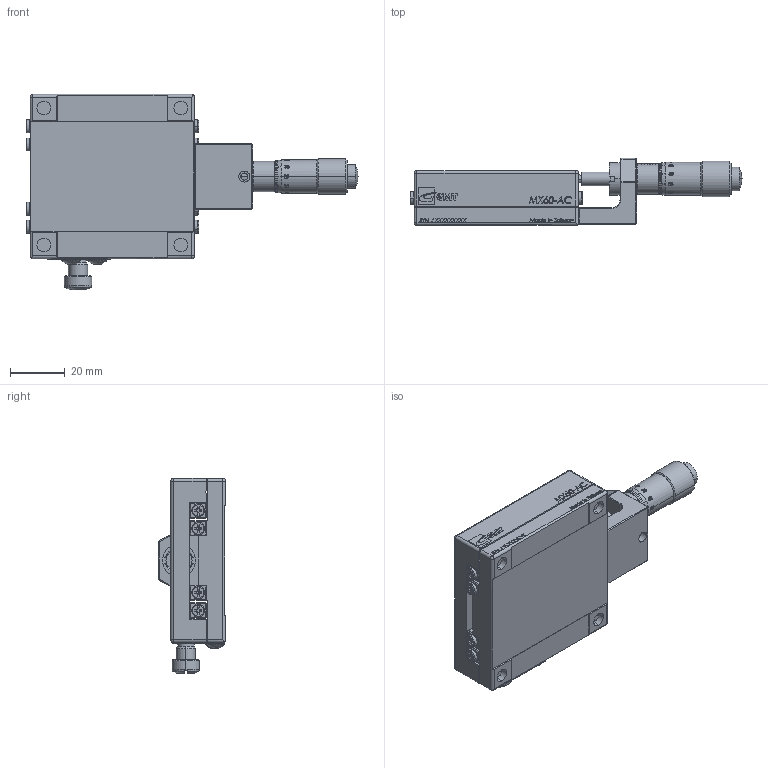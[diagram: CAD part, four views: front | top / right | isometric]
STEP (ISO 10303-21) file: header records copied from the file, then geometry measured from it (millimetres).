
FILE_DESCRIPTION (( 'STEP AP203' ), '1' );
FILE_NAME ('MX60-AC.STEP', '2013-04-26T08:58:25', ( '123' ), ( '' ), 'SwSTEP 2.0', 'SolidWorks 2013', '' );
FILE_SCHEMA (( 'CONFIG_CONTROL_DESIGN' ));
Products named in the file (3): Group1^MX60-AC; Group2^MX60-AC; MX60-AC
Assembly tree (2 placements, depth 2):
  MX60-AC
    Group1^MX60-AC
    Group2^MX60-AC
Bounding box: 121.2 x 24.5 x 71.3 mm (x, y, z)
Volume: 74270.1 mm3; surface area: 32288.9 mm2
Topology: 16 solids, 16 shells, 2874 faces, 7624 edges, 4974 vertices
Faces by surface type: plane 1796, bspline 467, cylinder 437, cone 114, torus 46, sphere 14
Entity records: 118954 total; most frequent: CARTESIAN_POINT 50426, ORIENTED_EDGE 15204, DIRECTION 12334, EDGE_CURVE 7602, VERTEX_POINT 4974, VECTOR 4820, LINE 4820, AXIS2_PLACEMENT_3D 3757
